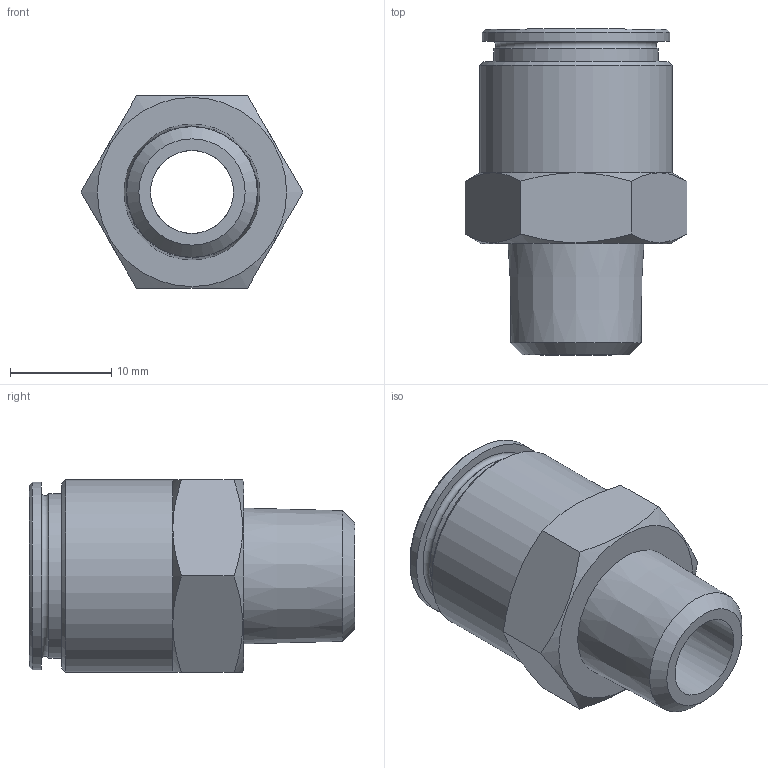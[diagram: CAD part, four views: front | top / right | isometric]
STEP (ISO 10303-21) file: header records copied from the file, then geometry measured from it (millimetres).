
FILE_DESCRIPTION( ( 'STEP AP214' ), '1' );
FILE_NAME( 'psolqas_14112_8.stp', '2020-12-01T17:16:35', ( 'License CC BY-ND 4.0' ), ( 'CADENAS' ), ' ', 'PARTsolutions', ' ' );
FILE_SCHEMA( ( 'AUTOMOTIVE_DESIGN { 1 0 10303 214 1 1 1 1 }' ) );
Length unit declared in the file: metre
Products named in the file (1): Rivoluzione1
Bounding box: 21.94 x 32.2 x 19 mm (x, y, z)
Volume: 4474.1 mm3; surface area: 3343.3 mm2
Topology: 1 solids, 1 shells, 49 faces, 120 edges, 76 vertices
Faces by surface type: plane 29, cone 13, cylinder 5, torus 2
Full cylindrical faces by diameter (mm): 8.2 x1, 12.15 x1, 16.25 x1, 18.5 x1, 19 x1
Entity records: 1842 total; most frequent: CARTESIAN_POINT 384, DIRECTION 206, ORIENTED_EDGE 206, EDGE_CURVE 103, AXIS2_PLACEMENT_3D 85, VERTEX_POINT 73, EDGE_LOOP 68, FACE_OUTER_BOUND 56
